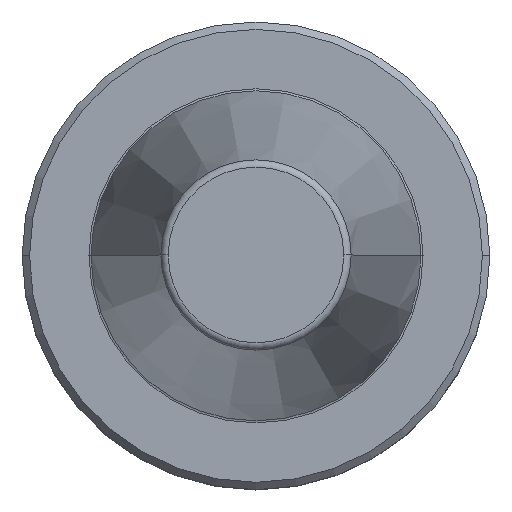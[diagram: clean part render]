
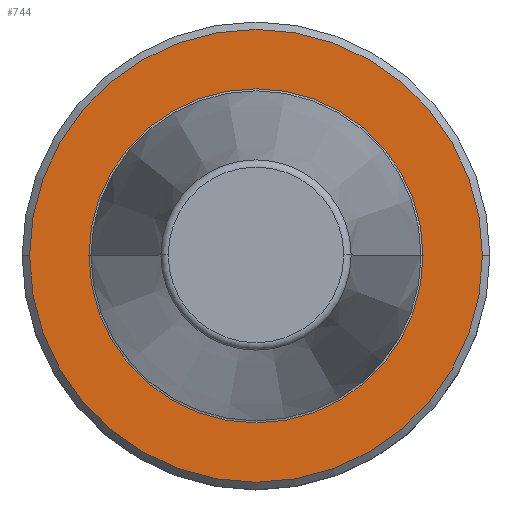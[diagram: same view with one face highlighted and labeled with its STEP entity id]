
A CAD part, top view. The second image highlights one B-rep face of the part: STEP entity #744.
In plain terms, the highlighted planar face has unit normal (0, 0, 1).
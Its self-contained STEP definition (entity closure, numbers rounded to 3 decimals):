
#30 = CARTESIAN_POINT ( 'NONE',  ( 22.5, 0., -67.4 ) ) ;
#57 = CIRCLE ( 'NONE', #973, 22.5 ) ;
#150 = CARTESIAN_POINT ( 'NONE',  ( 0., 0., -67.4 ) ) ;
#229 = CIRCLE ( 'NONE', #610, 22.5 ) ;
#250 = DIRECTION ( 'NONE',  ( 1., 0., 0. ) ) ;
#286 = CARTESIAN_POINT ( 'NONE',  ( 0., 0., -67.4 ) ) ;
#305 = CIRCLE ( 'NONE', #1012, 30.5 ) ;
#313 = DIRECTION ( 'NONE',  ( 0., 0., 1. ) ) ;
#316 = AXIS2_PLACEMENT_3D ( 'NONE', #150, #798, #361 ) ;
#359 = CIRCLE ( 'NONE', #681, 30.5 ) ;
#361 = DIRECTION ( 'NONE',  ( -1., 0., 0. ) ) ;
#392 = ORIENTED_EDGE ( 'NONE', *, *, #900, .T. ) ;
#425 = VERTEX_POINT ( 'NONE', #1026 ) ;
#509 = DIRECTION ( 'NONE',  ( 0., 0., 1. ) ) ;
#511 = ORIENTED_EDGE ( 'NONE', *, *, #1038, .F. ) ;
#601 = DIRECTION ( 'NONE',  ( 1., 0., 0. ) ) ;
#610 = AXIS2_PLACEMENT_3D ( 'NONE', #810, #797, #250 ) ;
#612 = CARTESIAN_POINT ( 'NONE',  ( 0., 0., -67.4 ) ) ;
#681 = AXIS2_PLACEMENT_3D ( 'NONE', #612, #509, #702 ) ;
#702 = DIRECTION ( 'NONE',  ( 1., 0., 0. ) ) ;
#707 = EDGE_CURVE ( 'NONE', #791, #425, #57, .T. ) ;
#729 = EDGE_LOOP ( 'NONE', ( #392, #906 ) ) ;
#744 = ADVANCED_FACE ( 'NONE', ( #813, #842 ), #993, .F. ) ;
#786 = VERTEX_POINT ( 'NONE', #956 ) ;
#791 = VERTEX_POINT ( 'NONE', #30 ) ;
#797 = DIRECTION ( 'NONE',  ( 0., 0., 1. ) ) ;
#798 = DIRECTION ( 'NONE',  ( 0., 0., -1. ) ) ;
#807 = EDGE_LOOP ( 'NONE', ( #868, #511 ) ) ;
#810 = CARTESIAN_POINT ( 'NONE',  ( 0., 0., -67.4 ) ) ;
#813 = FACE_BOUND ( 'NONE', #807, .T. ) ;
#822 = DIRECTION ( 'NONE',  ( 1., 0., 0. ) ) ;
#824 = EDGE_CURVE ( 'NONE', #786, #1039, #359, .T. ) ;
#842 = FACE_OUTER_BOUND ( 'NONE', #729, .T. ) ;
#868 = ORIENTED_EDGE ( 'NONE', *, *, #707, .F. ) ;
#900 = EDGE_CURVE ( 'NONE', #1039, #786, #305, .T. ) ;
#906 = ORIENTED_EDGE ( 'NONE', *, *, #824, .T. ) ;
#923 = DIRECTION ( 'NONE',  ( 0., 0., 1. ) ) ;
#945 = CARTESIAN_POINT ( 'NONE',  ( 0., 0., -67.4 ) ) ;
#956 = CARTESIAN_POINT ( 'NONE',  ( 30.5, 0., -67.4 ) ) ;
#973 = AXIS2_PLACEMENT_3D ( 'NONE', #286, #313, #822 ) ;
#993 = PLANE ( 'NONE',  #316 ) ;
#1012 = AXIS2_PLACEMENT_3D ( 'NONE', #945, #923, #601 ) ;
#1026 = CARTESIAN_POINT ( 'NONE',  ( -22.5, 0., -67.4 ) ) ;
#1033 = CARTESIAN_POINT ( 'NONE',  ( -30.5, 0., -67.4 ) ) ;
#1038 = EDGE_CURVE ( 'NONE', #425, #791, #229, .T. ) ;
#1039 = VERTEX_POINT ( 'NONE', #1033 ) ;
